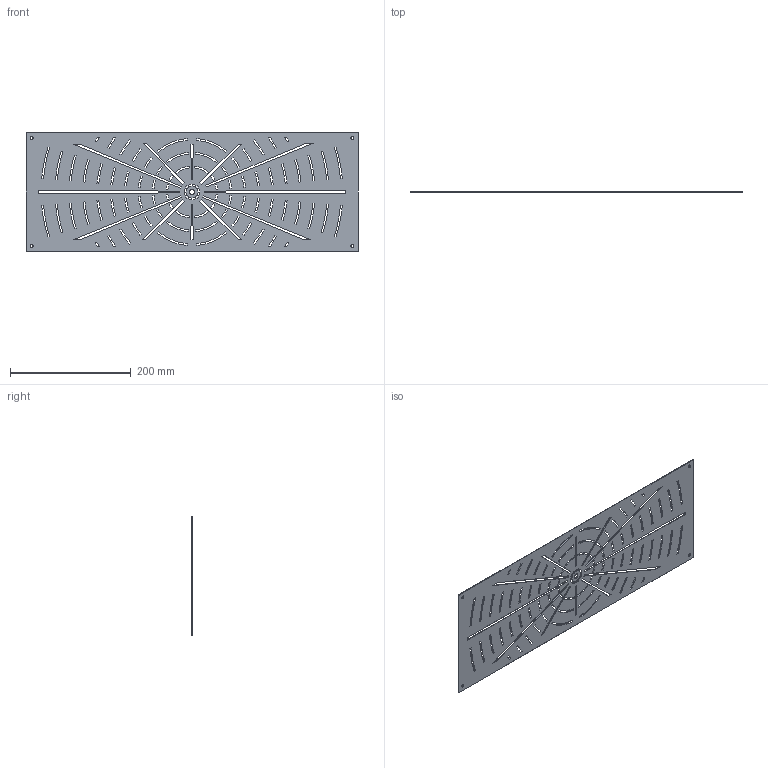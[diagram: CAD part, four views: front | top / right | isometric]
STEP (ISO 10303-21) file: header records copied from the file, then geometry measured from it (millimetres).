
FILE_DESCRIPTION (( 'STEP AP214' ), '1' );
FILE_NAME ('EXTPRO-V1 2100.01-A Cover.STEP', '2019-12-09T16:33:20', ( '' ), ( '' ), 'SwSTEP 2.0', 'SolidWorks 2019', '' );
FILE_SCHEMA (( 'AUTOMOTIVE_DESIGN' ));
Length unit declared in the file: millimetre
Products named in the file (1): EXTPRO-V1 2100.01-A Cover
Bounding box: 550 x 1 x 198 mm (x, y, z)
Volume: 95744.1 mm3; surface area: 201542.2 mm2
Topology: 1 solids, 1 shells, 406 faces, 1212 edges, 808 vertices
Faces by surface type: plane 226, cylinder 180
Entity records: 14154 total; most frequent: CARTESIAN_POINT 2427, ORIENTED_EDGE 2424, DIRECTION 2386, EDGE_CURVE 1212, VECTOR 852, LINE 852, VERTEX_POINT 808, AXIS2_PLACEMENT_3D 767
